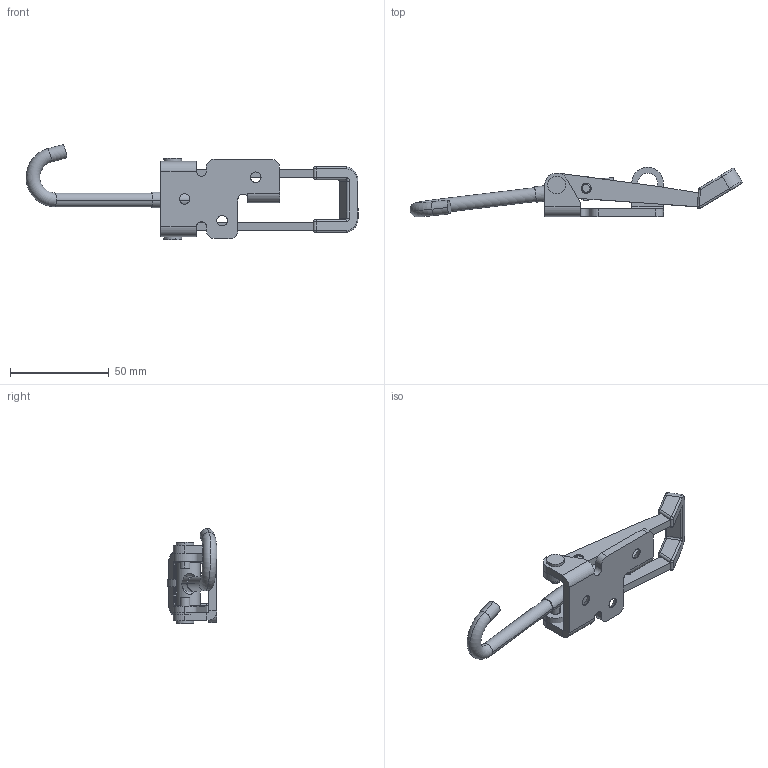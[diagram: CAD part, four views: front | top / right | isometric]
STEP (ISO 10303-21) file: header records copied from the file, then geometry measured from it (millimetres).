
FILE_DESCRIPTION (( 'STEP AP214' ), '1' );
FILE_NAME ('5209121 - HLC fzb skruvhake röd.STEP', '2016-12-27T09:30:17', ( '' ), ( '' ), 'SwSTEP 2.0', 'SolidWorks 2015', '' );
FILE_SCHEMA (( 'AUTOMOTIVE_DESIGN' ));
Length unit declared in the file: millimetre
Products named in the file (6): 5209121 - HLC fzb skruvhake r鐰; 703- Platta LC; 703 -bygelrödplast; 704 - Rivet Gradin; 703 - Rulle; 703 - Hake
Assembly tree (6 placements, depth 2):
  5209121 - HLC fzb skruvhake r鐰
    703- Platta LC
    703 -bygelrödplast
    704 - Rivet Gradin  x2
    703 - Rulle
    703 - Hake
Bounding box: 167.85 x 25.1 x 48.06 mm (x, y, z)
Volume: 26855.7 mm3; surface area: 17939.7 mm2
Topology: 6 solids, 6 shells, 195 faces, 452 edges, 272 vertices
Faces by surface type: cylinder 92, plane 67, cone 18, torus 10, sphere 8
Entity records: 6181 total; most frequent: CARTESIAN_POINT 1016, DIRECTION 1006, ORIENTED_EDGE 844, EDGE_CURVE 422, AXIS2_PLACEMENT_3D 396, VERTEX_POINT 254, VECTOR 214, LINE 214
